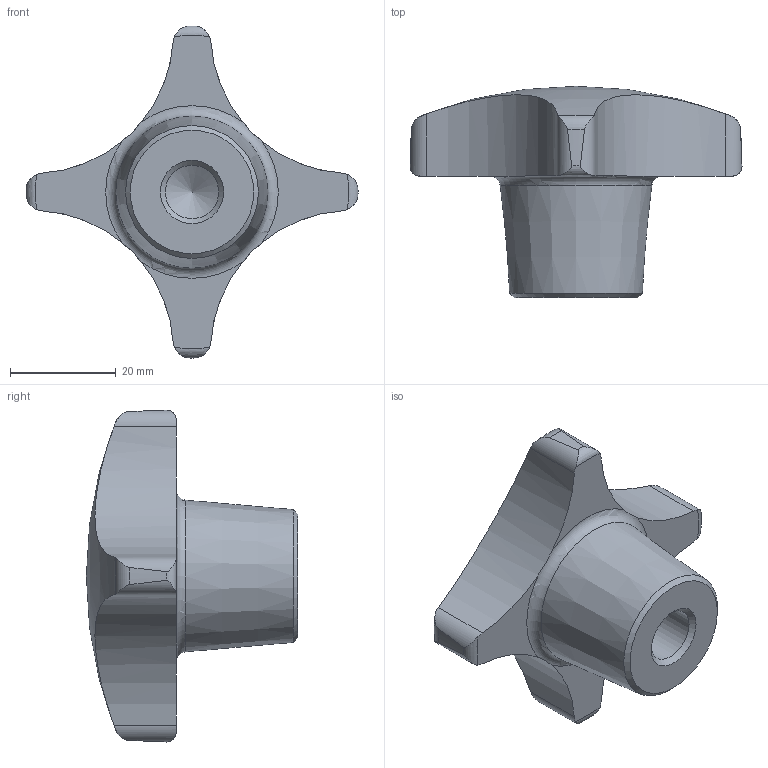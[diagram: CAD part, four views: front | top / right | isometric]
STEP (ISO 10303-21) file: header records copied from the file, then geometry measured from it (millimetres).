
FILE_DESCRIPTION( ( 'STEP AP214' ), '1' );
FILE_NAME( 'K0145.5063122.stp', '2020-11-25T12:39:45', ( '' ), ( '' ), ' ', 'PARTsolutions', ' ' );
FILE_SCHEMA( ( 'AUTOMOTIVE_DESIGN { 1 0 10303 214 1 1 1 1 }' ) );
Length unit declared in the file: millimetre
Products named in the file (1): _K0145.5063122
Bounding box: 62.87 x 40 x 62.87 mm (x, y, z)
Volume: 32691.4 mm3; surface area: 7962.8 mm2
Topology: 1 solids, 1 shells, 36 faces, 101 edges, 66 vertices
Faces by surface type: cylinder 13, torus 9, cone 8, plane 5, sphere 1
Full cylindrical faces by diameter (mm): 10.106 x1
Entity records: 1804 total; most frequent: CARTESIAN_POINT 656, ORIENTED_EDGE 180, DIRECTION 166, EDGE_CURVE 90, AXIS2_PLACEMENT_3D 79, VERTEX_POINT 65, EDGE_LOOP 42, CIRCLE 42
